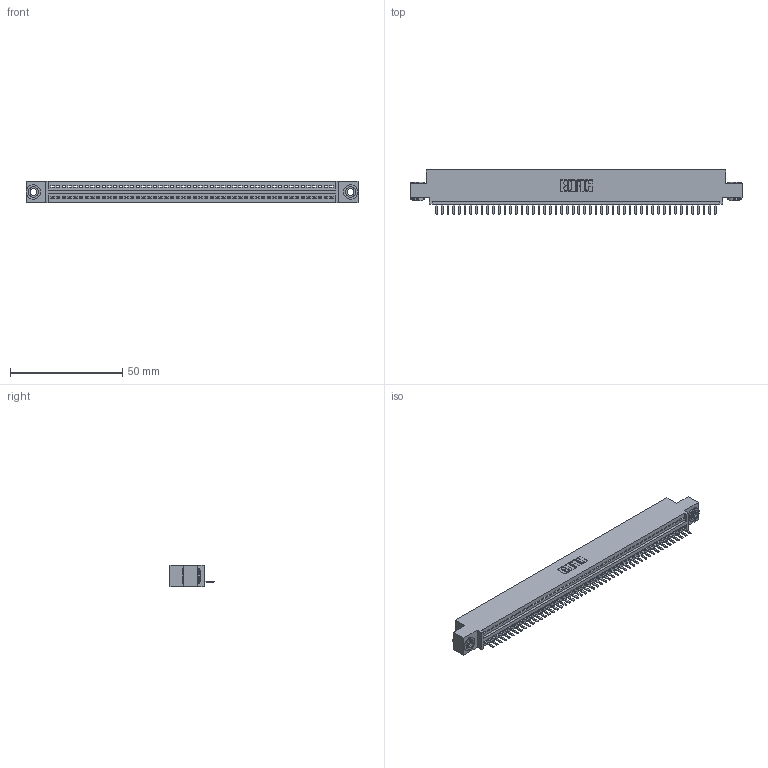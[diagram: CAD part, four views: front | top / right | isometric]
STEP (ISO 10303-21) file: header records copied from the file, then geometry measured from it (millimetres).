
FILE_DESCRIPTION (( 'STEP AP203' ), '1' );
FILE_NAME ('395-050-520-403.STEP', '2018-11-20T05:09:31', ( '' ), ( '' ), 'SwSTEP 2.0', 'SolidWorks 2016', '' );
FILE_SCHEMA (( 'CONFIG_CONTROL_DESIGN' ));
Length unit declared in the file: inch
Products named in the file (4): 345 Part_0.110 Offset - 0.156 Dia-TH; 395-050-520-403; 345-250-002_345-250-002-102; 345-292-001_345-293-120
Assembly tree (53 placements, depth 2):
  395-050-520-403
    345 Part_0.110 Offset - 0.156 Dia-TH
    345-292-001_345-293-120  x50
    345-250-002_345-250-002-102  x2
Bounding box: 148.21 x 19.68 x 9.4 mm (x, y, z)
Volume: 13944.8 mm3; surface area: 18465.9 mm2
Topology: 53 solids, 53 shells, 3268 faces, 9629 edges, 6282 vertices
Faces by surface type: plane 2194, cylinder 1066, cone 8
Entity records: 37450 total; most frequent: CARTESIAN_POINT 6477, ORIENTED_EDGE 6442, DIRECTION 5663, EDGE_CURVE 3221, VECTOR 2861, LINE 2861, VERTEX_POINT 2142, AXIS2_PLACEMENT_3D 1401
